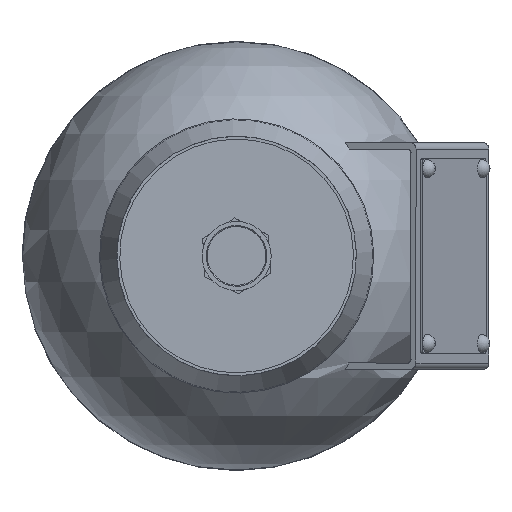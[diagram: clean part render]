
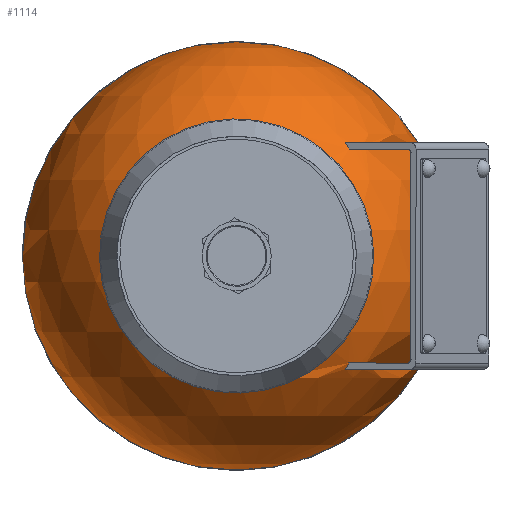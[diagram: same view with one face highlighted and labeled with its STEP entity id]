
A CAD part, left-side view. The second image highlights one B-rep face of the part: STEP entity #1114.
In plain terms, the highlighted spherical face has radius 104 mm.
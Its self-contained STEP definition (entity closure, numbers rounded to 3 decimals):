
#306=CARTESIAN_POINT('',(-56.718,52.82,55.0));
#307=VERTEX_POINT('',#306);
#314=CARTESIAN_POINT('',(-49.671,61.131,55.0));
#315=VERTEX_POINT('',#314);
#316=CARTESIAN_POINT('',(14.,0.,55.));
#317=DIRECTION('',(0.0,0.0,1.0));
#318=DIRECTION('',(0.0,1.0,0.0));
#319=AXIS2_PLACEMENT_3D('',#316,#317,#318);
#320=CIRCLE('',#319,88.267);
#321=EDGE_CURVE('',#315,#307,#320,.T.);
#357=CARTESIAN_POINT('',(4.12,87.712,55.0));
#358=VERTEX_POINT('',#357);
#365=CARTESIAN_POINT('',(14.,88.267,55.));
#366=VERTEX_POINT('',#365);
#367=CARTESIAN_POINT('',(14.,0.,55.));
#368=DIRECTION('',(0.0,0.0,1.0));
#369=DIRECTION('',(0.0,1.0,0.0));
#370=AXIS2_PLACEMENT_3D('',#367,#368,#369);
#371=CIRCLE('',#370,88.267);
#372=EDGE_CURVE('',#366,#358,#371,.T.);
#414=CARTESIAN_POINT('',(-56.718,52.82,-55.0));
#415=VERTEX_POINT('',#414);
#422=CARTESIAN_POINT('',(-57.61,54.626,-52.0));
#423=VERTEX_POINT('',#422);
#424=CARTESIAN_POINT('',(-21.861,-17.72,0.0));
#425=DIRECTION('',(-0.897,-0.443,0.0));
#426=DIRECTION('',(0.0,0.0,-1.0));
#427=AXIS2_PLACEMENT_3D('',#424,#425,#426);
#428=CIRCLE('',#427,96.);
#429=EDGE_CURVE('',#423,#415,#428,.T.);
#465=CARTESIAN_POINT('',(-57.61,54.626,52.0));
#466=VERTEX_POINT('',#465);
#473=CARTESIAN_POINT('',(-21.861,-17.72,0.0));
#474=DIRECTION('',(-0.897,-0.443,0.0));
#475=DIRECTION('',(0.0,0.0,-1.0));
#476=AXIS2_PLACEMENT_3D('',#473,#474,#475);
#477=CIRCLE('',#476,96.);
#478=EDGE_CURVE('',#307,#466,#477,.T.);
#530=CARTESIAN_POINT('',(14.,88.267,-55.));
#531=VERTEX_POINT('',#530);
#538=CARTESIAN_POINT('',(4.12,87.712,-55.0));
#539=VERTEX_POINT('',#538);
#540=CARTESIAN_POINT('',(14.,0.,-55.));
#541=DIRECTION('',(0.0,0.0,-1.0));
#542=DIRECTION('',(0.0,-1.0,0.0));
#543=AXIS2_PLACEMENT_3D('',#540,#541,#542);
#544=CIRCLE('',#543,88.267);
#545=EDGE_CURVE('',#539,#531,#544,.T.);
#581=CARTESIAN_POINT('',(-49.671,61.131,-55.0));
#582=VERTEX_POINT('',#581);
#589=CARTESIAN_POINT('',(14.,0.,-55.));
#590=DIRECTION('',(0.0,0.0,-1.0));
#591=DIRECTION('',(0.0,-1.0,0.0));
#592=AXIS2_PLACEMENT_3D('',#589,#590,#591);
#593=CIRCLE('',#592,88.267);
#594=EDGE_CURVE('',#415,#582,#593,.T.);
#646=CARTESIAN_POINT('',(14.,90.067,52.));
#647=VERTEX_POINT('',#646);
#654=CARTESIAN_POINT('',(3.273,89.426,52.0));
#655=VERTEX_POINT('',#654);
#656=CARTESIAN_POINT('',(14.,0.,52.));
#657=DIRECTION('',(0.0,0.0,-1.0));
#658=DIRECTION('',(0.0,-1.0,0.0));
#659=AXIS2_PLACEMENT_3D('',#656,#657,#658);
#660=CIRCLE('',#659,90.067);
#661=EDGE_CURVE('',#655,#647,#660,.T.);
#697=CARTESIAN_POINT('',(-50.518,62.845,52.0));
#698=VERTEX_POINT('',#697);
#705=CARTESIAN_POINT('',(14.,0.,52.));
#706=DIRECTION('',(0.0,0.0,-1.0));
#707=DIRECTION('',(0.0,-1.0,0.0));
#708=AXIS2_PLACEMENT_3D('',#705,#706,#707);
#709=CIRCLE('',#708,90.067);
#710=EDGE_CURVE('',#466,#698,#709,.T.);
#755=CARTESIAN_POINT('',(-50.518,62.845,-52.0));
#756=VERTEX_POINT('',#755);
#757=CARTESIAN_POINT('',(14.,0.,-52.));
#758=DIRECTION('',(0.0,0.0,1.0));
#759=DIRECTION('',(0.0,1.0,0.0));
#760=AXIS2_PLACEMENT_3D('',#757,#758,#759);
#761=CIRCLE('',#760,90.067);
#762=EDGE_CURVE('',#756,#423,#761,.T.);
#798=CARTESIAN_POINT('',(3.273,89.426,-52.0));
#799=VERTEX_POINT('',#798);
#806=CARTESIAN_POINT('',(14.,90.067,-52.));
#807=VERTEX_POINT('',#806);
#808=CARTESIAN_POINT('',(14.,0.,-52.));
#809=DIRECTION('',(0.0,0.0,1.0));
#810=DIRECTION('',(0.0,1.0,0.0));
#811=AXIS2_PLACEMENT_3D('',#808,#809,#810);
#812=CIRCLE('',#811,90.067);
#813=EDGE_CURVE('',#807,#799,#812,.T.);
#861=CARTESIAN_POINT('',(40.895,13.29,0.0));
#862=DIRECTION('',(-0.897,-0.443,0.0));
#863=DIRECTION('',(0.0,0.0,-1.0));
#864=AXIS2_PLACEMENT_3D('',#861,#862,#863);
#865=CIRCLE('',#864,99.579);
#866=EDGE_CURVE('',#358,#655,#865,.T.);
#969=CARTESIAN_POINT('',(-12.895,-13.29,0.0));
#970=DIRECTION('',(0.897,0.443,0.0));
#971=DIRECTION('',(0.0,0.0,1.0));
#972=AXIS2_PLACEMENT_3D('',#969,#970,#971);
#973=CIRCLE('',#972,99.579);
#974=EDGE_CURVE('',#582,#756,#973,.T.);
#996=CARTESIAN_POINT('',(-89.39,0.,11.25));
#997=VERTEX_POINT('',#996);
#998=CARTESIAN_POINT('',(-89.39,0.0,0.0));
#999=DIRECTION('',(1.0,0.0,0.0));
#1000=DIRECTION('',(0.0,0.0,-1.0));
#1001=AXIS2_PLACEMENT_3D('',#998,#999,#1000);
#1002=CIRCLE('',#1001,11.25);
#1003=EDGE_CURVE('',#997,#997,#1002,.T.);
#1055=CARTESIAN_POINT('',(40.895,13.29,0.0));
#1056=DIRECTION('',(-0.897,-0.443,0.0));
#1057=DIRECTION('',(0.0,0.0,-1.0));
#1058=AXIS2_PLACEMENT_3D('',#1055,#1056,#1057);
#1059=CIRCLE('',#1058,99.579);
#1060=EDGE_CURVE('',#799,#539,#1059,.T.);
#1066=CARTESIAN_POINT('',(14.,0.,0.0));
#1067=DIRECTION('',(0.0,0.0,1.0));
#1068=DIRECTION('',(1.0,0.0,0.0));
#1069=AXIS2_PLACEMENT_3D('',#1066,#1067,#1068);
#1070=SPHERICAL_SURFACE('',#1069,104.);
#1071=ORIENTED_EDGE('',*,*,#1003,.T.);
#1072=EDGE_LOOP('',(#1071));
#1073=FACE_OUTER_BOUND('',#1072,.T.);
#1074=CARTESIAN_POINT('',(-12.895,-13.29,0.0));
#1075=DIRECTION('',(0.897,0.443,0.0));
#1076=DIRECTION('',(0.0,0.0,1.0));
#1077=AXIS2_PLACEMENT_3D('',#1074,#1075,#1076);
#1078=CIRCLE('',#1077,99.579);
#1079=EDGE_CURVE('',#698,#315,#1078,.T.);
#1080=ORIENTED_EDGE('',*,*,#1079,.T.);
#1081=ORIENTED_EDGE('',*,*,#321,.T.);
#1082=ORIENTED_EDGE('',*,*,#478,.T.);
#1083=ORIENTED_EDGE('',*,*,#710,.T.);
#1084=EDGE_LOOP('',(#1080,#1081,#1082,#1083));
#1085=FACE_BOUND('',#1084,.T.);
#1086=ORIENTED_EDGE('',*,*,#813,.T.);
#1087=ORIENTED_EDGE('',*,*,#1060,.T.);
#1088=ORIENTED_EDGE('',*,*,#545,.T.);
#1089=CARTESIAN_POINT('',(14.,0.,0.0));
#1090=DIRECTION('',(1.0,0.0,0.0));
#1091=DIRECTION('',(0.0,1.0,0.0));
#1092=AXIS2_PLACEMENT_3D('',#1089,#1090,#1091);
#1093=CIRCLE('',#1092,104.);
#1094=EDGE_CURVE('',#366,#531,#1093,.T.);
#1095=ORIENTED_EDGE('',*,*,#1094,.F.);
#1096=ORIENTED_EDGE('',*,*,#372,.T.);
#1097=ORIENTED_EDGE('',*,*,#866,.T.);
#1098=ORIENTED_EDGE('',*,*,#661,.T.);
#1099=CARTESIAN_POINT('',(14.,0.,0.0));
#1100=DIRECTION('',(1.0,0.0,0.0));
#1101=DIRECTION('',(0.0,1.0,0.0));
#1102=AXIS2_PLACEMENT_3D('',#1099,#1100,#1101);
#1103=CIRCLE('',#1102,104.);
#1104=EDGE_CURVE('',#807,#647,#1103,.T.);
#1105=ORIENTED_EDGE('',*,*,#1104,.F.);
#1106=EDGE_LOOP('',(#1086,#1087,#1088,#1095,#1096,#1097,#1098,#1105));
#1107=FACE_BOUND('',#1106,.T.);
#1108=ORIENTED_EDGE('',*,*,#974,.T.);
#1109=ORIENTED_EDGE('',*,*,#762,.T.);
#1110=ORIENTED_EDGE('',*,*,#429,.T.);
#1111=ORIENTED_EDGE('',*,*,#594,.T.);
#1112=EDGE_LOOP('',(#1108,#1109,#1110,#1111));
#1113=FACE_BOUND('',#1112,.T.);
#1114=ADVANCED_FACE('',(#1073,#1085,#1107,#1113),#1070,.T.);
